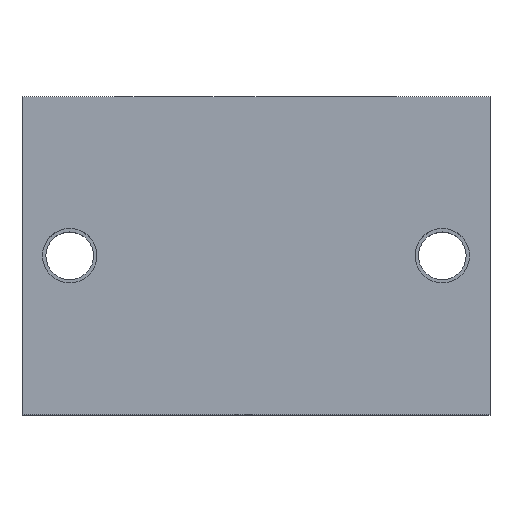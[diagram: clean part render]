
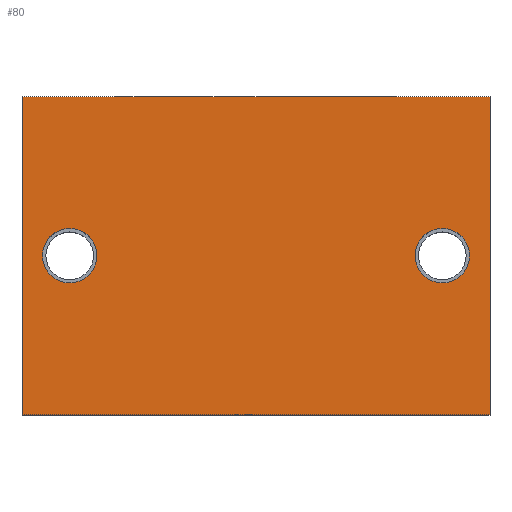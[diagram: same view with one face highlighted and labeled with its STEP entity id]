
A CAD part, top view. The second image highlights one B-rep face of the part: STEP entity #80.
In plain terms, the highlighted planar face has unit normal (0, 0, 1).
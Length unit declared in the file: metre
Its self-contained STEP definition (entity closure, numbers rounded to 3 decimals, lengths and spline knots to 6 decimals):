
#80 = ADVANCED_FACE( '', ( #172, #173, #174 ), #175, .T. );
#172 = FACE_BOUND( '', #259, .T. );
#173 = FACE_OUTER_BOUND( '', #260, .T. );
#174 = FACE_BOUND( '', #261, .T. );
#175 = PLANE( '', #262 );
#259 = EDGE_LOOP( '', ( #396 ) );
#260 = EDGE_LOOP( '', ( #397, #398, #399, #400 ) );
#261 = EDGE_LOOP( '', ( #401 ) );
#262 = AXIS2_PLACEMENT_3D( '', #402, #403, #404 );
#396 = ORIENTED_EDGE( '', *, *, #448, .T. );
#397 = ORIENTED_EDGE( '', *, *, #462, .F. );
#398 = ORIENTED_EDGE( '', *, *, #434, .F. );
#399 = ORIENTED_EDGE( '', *, *, #468, .T. );
#400 = ORIENTED_EDGE( '', *, *, #422, .T. );
#401 = ORIENTED_EDGE( '', *, *, #442, .T. );
#402 = CARTESIAN_POINT( '', ( -0.0515, -0.035, 0.047 ) );
#403 = DIRECTION( '', ( 0., 0., 1. ) );
#404 = DIRECTION( '', ( 1., 0., 0. ) );
#422 = EDGE_CURVE( '', #481, #478, #482, .T. );
#434 = EDGE_CURVE( '', #500, #496, #502, .T. );
#442 = EDGE_CURVE( '', #514, #514, #515, .T. );
#448 = EDGE_CURVE( '', #523, #523, #524, .T. );
#462 = EDGE_CURVE( '', #496, #478, #544, .T. );
#468 = EDGE_CURVE( '', #500, #481, #550, .T. );
#478 = VERTEX_POINT( '', #641 );
#481 = VERTEX_POINT( '', #645 );
#482 = LINE( '', #646, #647 );
#496 = VERTEX_POINT( '', #663 );
#500 = VERTEX_POINT( '', #669 );
#502 = LINE( '', #672, #673 );
#514 = VERTEX_POINT( '', #685 );
#515 = CIRCLE( '', #686, 0.006 );
#523 = VERTEX_POINT( '', #694 );
#524 = CIRCLE( '', #695, 0.006 );
#544 = LINE( '', #721, #722 );
#550 = LINE( '', #730, #731 );
#641 = CARTESIAN_POINT( '', ( 0.0515, 0.035, 0.047 ) );
#645 = CARTESIAN_POINT( '', ( 0.0515, -0.035, 0.047 ) );
#646 = CARTESIAN_POINT( '', ( 0.0515, -0.035, 0.047 ) );
#647 = VECTOR( '', #740, 1. );
#663 = CARTESIAN_POINT( '', ( -0.0515, 0.035, 0.047 ) );
#669 = CARTESIAN_POINT( '', ( -0.0515, -0.035, 0.047 ) );
#672 = CARTESIAN_POINT( '', ( -0.0515, -0.035, 0.047 ) );
#673 = VECTOR( '', #755, 1. );
#685 = CARTESIAN_POINT( '', ( -0.041, 0.006, 0.047 ) );
#686 = AXIS2_PLACEMENT_3D( '', #768, #769, #770 );
#694 = CARTESIAN_POINT( '', ( 0.041, 0.006, 0.047 ) );
#695 = AXIS2_PLACEMENT_3D( '', #777, #778, #779 );
#721 = CARTESIAN_POINT( '', ( -0.0515, 0.035, 0.047 ) );
#722 = VECTOR( '', #792, 1. );
#730 = CARTESIAN_POINT( '', ( -0.0515, -0.035, 0.047 ) );
#731 = VECTOR( '', #795, 1. );
#740 = DIRECTION( '', ( 0., 1., 0. ) );
#755 = DIRECTION( '', ( 0., 1., 0. ) );
#768 = CARTESIAN_POINT( '', ( -0.041, 0., 0.047 ) );
#769 = DIRECTION( '', ( 0., 0., -1. ) );
#770 = DIRECTION( '', ( 0., 1., 0. ) );
#777 = CARTESIAN_POINT( '', ( 0.041, 0., 0.047 ) );
#778 = DIRECTION( '', ( 0., 0., -1. ) );
#779 = DIRECTION( '', ( 0., 1., 0. ) );
#792 = DIRECTION( '', ( 1., 0., 0. ) );
#795 = DIRECTION( '', ( 1., 0., 0. ) );
